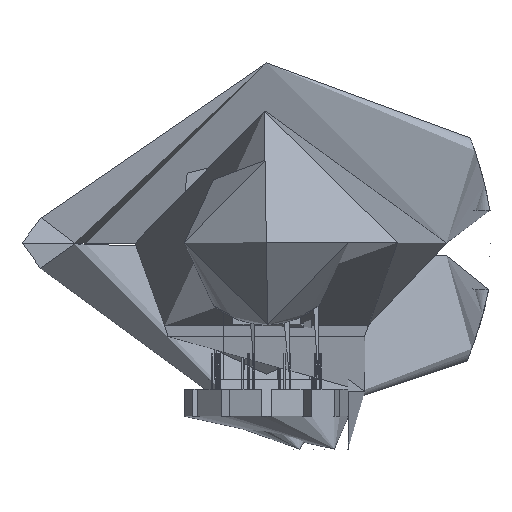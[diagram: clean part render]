
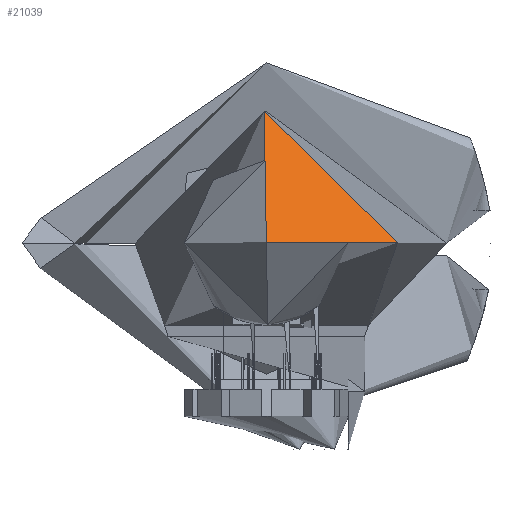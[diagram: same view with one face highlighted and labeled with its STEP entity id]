
A CAD part, top view. The second image highlights one B-rep face of the part: STEP entity #21039.
In plain terms, the highlighted free-form (B-spline) face has degree [2, 2] with [9, 5] control points.
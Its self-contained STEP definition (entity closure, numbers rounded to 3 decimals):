
#21039 = ADVANCED_FACE('',(#21040),#21075,.T.);
#21040 = FACE_BOUND('',#21041,.T.);
#21041 = EDGE_LOOP('',(#21042,#21054,#21062,#21063));
#21042 = ORIENTED_EDGE('',*,*,#21043,.T.);
#21043 = EDGE_CURVE('',#21044,#21046,#21048,.T.);
#21044 = VERTEX_POINT('',#21045);
#21045 = CARTESIAN_POINT('',(40.,0.,
    203.759));
#21046 = VERTEX_POINT('',#21047);
#21047 = CARTESIAN_POINT('',(-0.672,39.994,
    203.759));
#21048 = ( BOUNDED_CURVE() B_SPLINE_CURVE(2,(#21049,#21050,#21051,#21052
,#21053),.UNSPECIFIED.,.F.,.F.) B_SPLINE_CURVE_WITH_KNOTS((3,2,3),(0.,
43.426,86.853),.UNSPECIFIED.) CURVE() 
GEOMETRIC_REPRESENTATION_ITEM() RATIONAL_B_SPLINE_CURVE((1.,
0.922,1.,0.922,1.)) REPRESENTATION_ITEM('') );
#21049 = CARTESIAN_POINT('',(40.,0.,
    203.759));
#21050 = CARTESIAN_POINT('',(40.,16.766,
    203.759));
#21051 = CARTESIAN_POINT('',(28.046,28.521,
    203.759));
#21052 = CARTESIAN_POINT('',(16.091,40.276,
    203.759));
#21053 = CARTESIAN_POINT('',(-0.672,39.994,
    203.759));
#21054 = ORIENTED_EDGE('',*,*,#21055,.T.);
#21055 = EDGE_CURVE('',#21046,#21056,#21058,.T.);
#21056 = VERTEX_POINT('',#21057);
#21057 = CARTESIAN_POINT('',(0.,0.,
    243.759));
#21058 = ( BOUNDED_CURVE() B_SPLINE_CURVE(2,(#21059,#21060,#21061),
.UNSPECIFIED.,.F.,.F.) B_SPLINE_CURVE_WITH_KNOTS((3,3),(0.,
62.832),.PIECEWISE_BEZIER_KNOTS.) CURVE() 
GEOMETRIC_REPRESENTATION_ITEM() RATIONAL_B_SPLINE_CURVE((1.,
0.707,1.)) REPRESENTATION_ITEM('') );
#21059 = CARTESIAN_POINT('',(-0.672,39.994,
    203.759));
#21060 = CARTESIAN_POINT('',(-0.672,39.994,
    243.759));
#21061 = CARTESIAN_POINT('',(0.,0.,
    243.759));
#21062 = ORIENTED_EDGE('',*,*,#21055,.F.);
#21063 = ORIENTED_EDGE('',*,*,#21064,.T.);
#21064 = EDGE_CURVE('',#21046,#21044,#21065,.T.);
#21065 = ( BOUNDED_CURVE() B_SPLINE_CURVE(2,(#21066,#21067,#21068,#21069
    ,#21070,#21071,#21072,#21073,#21074),.UNSPECIFIED.,.F.,.F.) 
B_SPLINE_CURVE_WITH_KNOTS((3,2,2,2,3),(86.853,151.072,
215.292,279.512,343.732),.UNSPECIFIED.) CURVE() 
GEOMETRIC_REPRESENTATION_ITEM() RATIONAL_B_SPLINE_CURVE((1.,
    0.833,1.,0.833,1.,0.833,1.,0.833
,1.)) REPRESENTATION_ITEM('') );
#21066 = CARTESIAN_POINT('',(-0.672,39.994,
    203.759));
#21067 = CARTESIAN_POINT('',(-27.274,39.547,
    203.759));
#21068 = CARTESIAN_POINT('',(-37.145,14.84,
    203.759));
#21069 = CARTESIAN_POINT('',(-47.016,-9.867,
    203.759));
#21070 = CARTESIAN_POINT('',(-28.046,-28.521,
    203.759));
#21071 = CARTESIAN_POINT('',(-9.075,-47.175,
    203.759));
#21072 = CARTESIAN_POINT('',(15.463,-36.891,
    203.759));
#21073 = CARTESIAN_POINT('',(40.,-26.606,
    203.759));
#21074 = CARTESIAN_POINT('',(40.,0.,
    203.759));
#21075 = ( BOUNDED_SURFACE() B_SPLINE_SURFACE(2,2,(
    (#21076,#21077,#21078,#21079,#21080)
    ,(#21081,#21082,#21083,#21084,#21085)
    ,(#21086,#21087,#21088,#21089,#21090)
    ,(#21091,#21092,#21093,#21094,#21095)
    ,(#21096,#21097,#21098,#21099,#21100)
    ,(#21101,#21102,#21103,#21104,#21105)
    ,(#21106,#21107,#21108,#21109,#21110)
    ,(#21111,#21112,#21113,#21114,#21115)
    ,(#21116,#21117,#21118,#21119,#21120
)),.UNSPECIFIED.,.T.,.F.,.F.) B_SPLINE_SURFACE_WITH_KNOTS((1,2,2,2,2,2,1
    ),(3,2,3),(-62.832,0.,62.832,125.664,
    188.496,251.327,314.159),(-62.832,0.
,62.832),.UNSPECIFIED.) GEOMETRIC_REPRESENTATION_ITEM() 
RATIONAL_B_SPLINE_SURFACE((
    (1.,0.707,1.,0.707,1.)
    ,(0.707,0.5,0.707,0.5,0.707)
    ,(1.,0.707,1.,0.707,1.)
    ,(0.707,0.5,0.707,0.5,0.707)
    ,(1.,0.707,1.,0.707,1.)
    ,(0.707,0.5,0.707,0.5,0.707)
    ,(1.,0.707,1.,0.707,1.)
    ,(0.707,0.5,0.707,0.5,0.707)
,(1.,0.707,1.,0.707,1.
))) REPRESENTATION_ITEM('') SURFACE() );
#21076 = CARTESIAN_POINT('',(0.,0.,
    163.759));
#21077 = CARTESIAN_POINT('',(-0.672,39.994,
    163.759));
#21078 = CARTESIAN_POINT('',(-0.672,39.994,
    203.759));
#21079 = CARTESIAN_POINT('',(-0.672,39.994,
    243.759));
#21080 = CARTESIAN_POINT('',(0.,0.,
    243.759));
#21081 = CARTESIAN_POINT('',(0.,0.,
    163.759));
#21082 = CARTESIAN_POINT('',(-40.667,39.322,
    163.759));
#21083 = CARTESIAN_POINT('',(-40.667,39.322,
    203.759));
#21084 = CARTESIAN_POINT('',(-40.667,39.322,
    243.759));
#21085 = CARTESIAN_POINT('',(0.,0.,
    243.759));
#21086 = CARTESIAN_POINT('',(0.,0.,
    163.759));
#21087 = CARTESIAN_POINT('',(-39.994,-0.672,
    163.759));
#21088 = CARTESIAN_POINT('',(-39.994,-0.672,
    203.759));
#21089 = CARTESIAN_POINT('',(-39.994,-0.672,
    243.759));
#21090 = CARTESIAN_POINT('',(0.,0.,
    243.759));
#21091 = CARTESIAN_POINT('',(0.,0.,
    163.759));
#21092 = CARTESIAN_POINT('',(-39.322,-40.667,
    163.759));
#21093 = CARTESIAN_POINT('',(-39.322,-40.667,
    203.759));
#21094 = CARTESIAN_POINT('',(-39.322,-40.667,
    243.759));
#21095 = CARTESIAN_POINT('',(0.,0.,
    243.759));
#21096 = CARTESIAN_POINT('',(0.,0.,
    163.759));
#21097 = CARTESIAN_POINT('',(0.672,-39.994,
    163.759));
#21098 = CARTESIAN_POINT('',(0.672,-39.994,
    203.759));
#21099 = CARTESIAN_POINT('',(0.672,-39.994,
    243.759));
#21100 = CARTESIAN_POINT('',(0.,0.,
    243.759));
#21101 = CARTESIAN_POINT('',(0.,0.,
    163.759));
#21102 = CARTESIAN_POINT('',(40.667,-39.322,
    163.759));
#21103 = CARTESIAN_POINT('',(40.667,-39.322,
    203.759));
#21104 = CARTESIAN_POINT('',(40.667,-39.322,
    243.759));
#21105 = CARTESIAN_POINT('',(0.,0.,
    243.759));
#21106 = CARTESIAN_POINT('',(0.,0.,
    163.759));
#21107 = CARTESIAN_POINT('',(39.994,0.672,
    163.759));
#21108 = CARTESIAN_POINT('',(39.994,0.672,
    203.759));
#21109 = CARTESIAN_POINT('',(39.994,0.672,
    243.759));
#21110 = CARTESIAN_POINT('',(0.,0.,
    243.759));
#21111 = CARTESIAN_POINT('',(0.,0.,
    163.759));
#21112 = CARTESIAN_POINT('',(39.322,40.667,
    163.759));
#21113 = CARTESIAN_POINT('',(39.322,40.667,
    203.759));
#21114 = CARTESIAN_POINT('',(39.322,40.667,
    243.759));
#21115 = CARTESIAN_POINT('',(0.,0.,
    243.759));
#21116 = CARTESIAN_POINT('',(0.,0.,
    163.759));
#21117 = CARTESIAN_POINT('',(-0.672,39.994,
    163.759));
#21118 = CARTESIAN_POINT('',(-0.672,39.994,
    203.759));
#21119 = CARTESIAN_POINT('',(-0.672,39.994,
    243.759));
#21120 = CARTESIAN_POINT('',(0.,0.,
    243.759));
